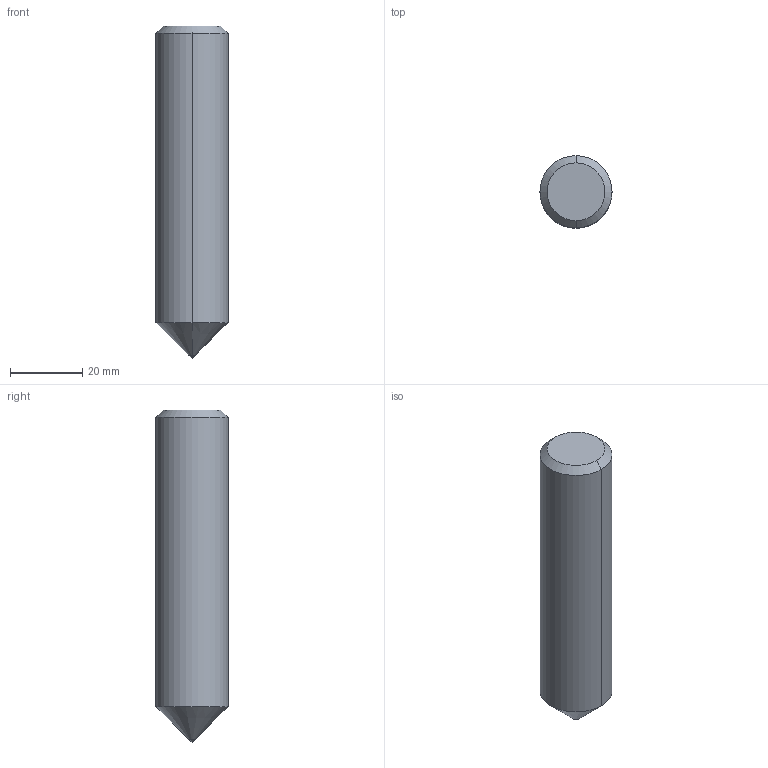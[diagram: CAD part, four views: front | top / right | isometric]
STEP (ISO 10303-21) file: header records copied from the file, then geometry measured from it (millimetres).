
FILE_DESCRIPTION(('STEP AP214'),'1');
FILE_NAME('608093578-000-00-E43.stp','2024-05-28T05:37:19',(' '),(' '),'Spatial InterOp 3D',' ',' ');
FILE_SCHEMA(('AUTOMOTIVE_DESIGN { 1 0 10303 214 1 1 1 1 }'));
Length unit declared in the file: millimetre
Products named in the file (1): 1
Bounding box: 20 x 20 x 92 mm (x, y, z)
Volume: 26759.7 mm3; surface area: 6473.5 mm2
Topology: 2 solids, 2 shells, 11 faces, 30 edges, 22 vertices
Faces by surface type: cone 6, plane 3, cylinder 2
Entity records: 459 total; most frequent: DIRECTION 68, CARTESIAN_POINT 56, ORIENTED_EDGE 36, AXIS2_PLACEMENT_3D 27, LINE 18, VECTOR 18, EDGE_CURVE 18, STYLED_ITEM 14
